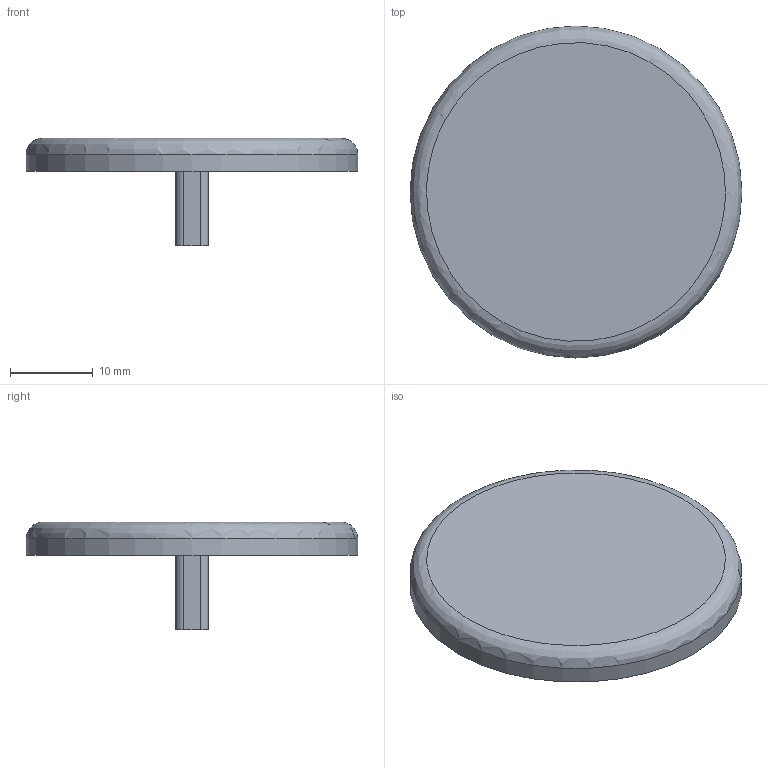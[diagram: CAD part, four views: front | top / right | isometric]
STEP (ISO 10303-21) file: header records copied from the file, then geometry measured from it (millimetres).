
FILE_DESCRIPTION(('STEP AP203'),'1');
FILE_NAME('BASE08E3047.stp','2023-10-02T13:04:24',(' '),(' '),'Spatial InterOp 3D',' ',' ');
FILE_SCHEMA(('CONFIG_CONTROL_DESIGN'));
Length unit declared in the file: millimetre
Products named in the file (1): Embout 8 D40
Bounding box: 40 x 40 x 13 mm (x, y, z)
Volume: 2998.2 mm3; surface area: 3376.2 mm2
Topology: 1 solids, 1 shells, 17 faces, 37 edges, 25 vertices
Faces by surface type: plane 9, cylinder 7, revolution 1
Full cylindrical faces by diameter (mm): 2.5 x1, 36 x1, 40 x1
Entity records: 602 total; most frequent: CARTESIAN_POINT 87, DIRECTION 79, ORIENTED_EDGE 64, EDGE_CURVE 32, AXIS2_PLACEMENT_3D 31, EDGE_LOOP 24, VERTEX_POINT 24, FACE_OUTER_BOUND 21
